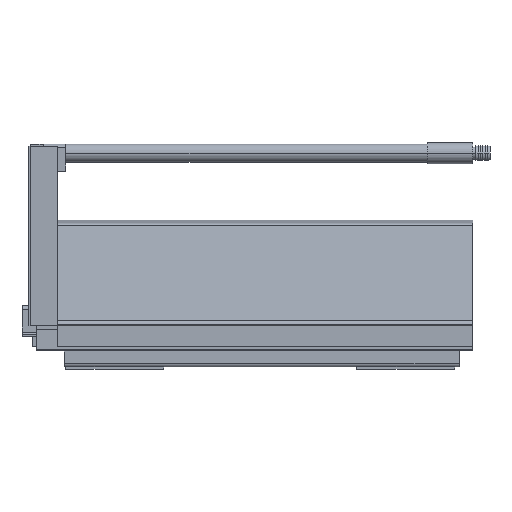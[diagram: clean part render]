
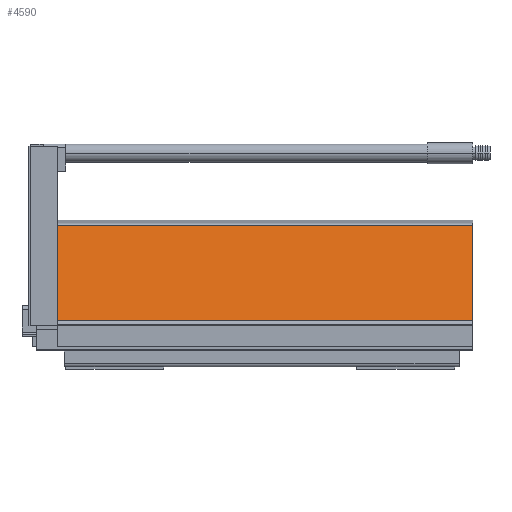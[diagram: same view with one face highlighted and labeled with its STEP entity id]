
A CAD part, top view. The second image highlights one B-rep face of the part: STEP entity #4590.
In plain terms, the highlighted planar face has unit normal (0, 0.208, 0.978).
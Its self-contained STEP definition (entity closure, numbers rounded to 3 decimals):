
#6 = CARTESIAN_POINT ( 'NONE',  ( 0., 80.422, 21.003 ) ) ;
#299 = CARTESIAN_POINT ( 'NONE',  ( -292., 80.422, 21.003 ) ) ;
#677 = DIRECTION ( 'NONE',  ( 0., -0.978, 0.208 ) ) ;
#1229 = CARTESIAN_POINT ( 'NONE',  ( 0., 17.084, 34.466 ) ) ;
#1360 = EDGE_CURVE ( 'NONE', #7183, #6092, #10712, .T. ) ;
#1581 = AXIS2_PLACEMENT_3D ( 'NONE', #7083, #6192, #677 ) ;
#1920 = CARTESIAN_POINT ( 'NONE',  ( 0., 80.422, 21.003 ) ) ;
#2243 = EDGE_CURVE ( 'NONE', #10574, #2682, #8275, .T. ) ;
#2443 = DIRECTION ( 'NONE',  ( 0., -0.978, 0.208 ) ) ;
#2568 = EDGE_CURVE ( 'NONE', #7183, #10574, #4058, .T. ) ;
#2682 = VERTEX_POINT ( 'NONE', #3332 ) ;
#3260 = DIRECTION ( 'NONE',  ( 1., 0., 0. ) ) ;
#3332 = CARTESIAN_POINT ( 'NONE',  ( 0., 17.084, 34.466 ) ) ;
#3712 = DIRECTION ( 'NONE',  ( 0., -0.978, 0.208 ) ) ;
#3827 = VECTOR ( 'NONE', #9615, 1000. ) ;
#4058 = LINE ( 'NONE', #299, #10906 ) ;
#4590 = ADVANCED_FACE ( 'NONE', ( #10045 ), #9019, .T. ) ;
#5712 = CARTESIAN_POINT ( 'NONE',  ( -275.5, 17.084, 34.466 ) ) ;
#5975 = VECTOR ( 'NONE', #3712, 1000. ) ;
#6092 = VERTEX_POINT ( 'NONE', #5712 ) ;
#6192 = DIRECTION ( 'NONE',  ( 0., 0.208, 0.978 ) ) ;
#6926 = CARTESIAN_POINT ( 'NONE',  ( -275.5, 80.422, 21.003 ) ) ;
#7083 = CARTESIAN_POINT ( 'NONE',  ( -292., 80.422, 21.003 ) ) ;
#7183 = VERTEX_POINT ( 'NONE', #6926 ) ;
#7551 = EDGE_CURVE ( 'NONE', #6092, #2682, #11432, .T. ) ;
#7653 = ORIENTED_EDGE ( 'NONE', *, *, #2243, .F. ) ;
#8171 = VECTOR ( 'NONE', #2443, 1000. ) ;
#8275 = LINE ( 'NONE', #6, #5975 ) ;
#8436 = ORIENTED_EDGE ( 'NONE', *, *, #1360, .T. ) ;
#9019 = PLANE ( 'NONE',  #1581 ) ;
#9615 = DIRECTION ( 'NONE',  ( 1., 0., 0. ) ) ;
#9831 = EDGE_LOOP ( 'NONE', ( #10135, #8436, #11807, #7653 ) ) ;
#10045 = FACE_OUTER_BOUND ( 'NONE', #9831, .T. ) ;
#10135 = ORIENTED_EDGE ( 'NONE', *, *, #2568, .F. ) ;
#10574 = VERTEX_POINT ( 'NONE', #1920 ) ;
#10712 = LINE ( 'NONE', #10769, #8171 ) ;
#10769 = CARTESIAN_POINT ( 'NONE',  ( -275.5, 80.422, 21.003 ) ) ;
#10906 = VECTOR ( 'NONE', #3260, 1000. ) ;
#11432 = LINE ( 'NONE', #1229, #3827 ) ;
#11807 = ORIENTED_EDGE ( 'NONE', *, *, #7551, .T. ) ;
